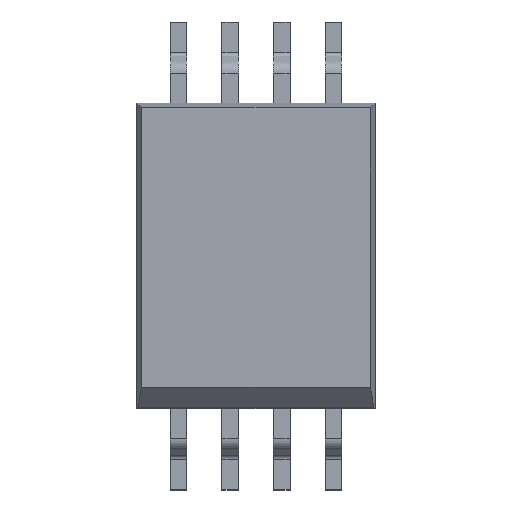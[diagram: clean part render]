
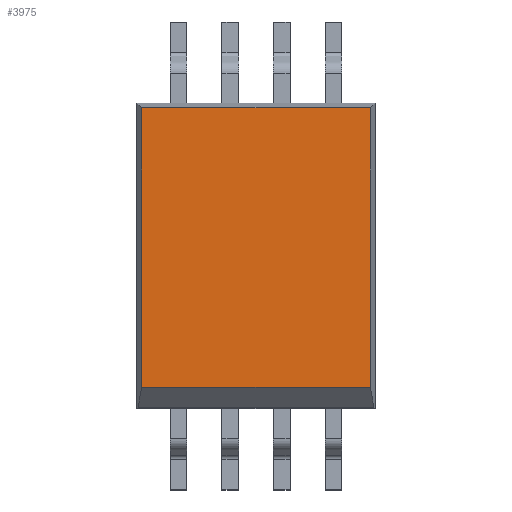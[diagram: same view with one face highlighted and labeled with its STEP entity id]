
A CAD part, top view. The second image highlights one B-rep face of the part: STEP entity #3975.
In plain terms, the highlighted planar face has unit normal (0, 0, 1).
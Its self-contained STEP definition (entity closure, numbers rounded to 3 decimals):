
#3936 = CARTESIAN_POINT ( 'NONE',  ( -2.81, 3.635, 2.8 ) ) ;
#3937 = VERTEX_POINT ( 'NONE', #3936 ) ;
#3938 = CARTESIAN_POINT ( 'NONE',  ( -2.81, -3.235, 2.8 ) ) ;
#3939 = VERTEX_POINT ( 'NONE', #3938 ) ;
#3940 = CARTESIAN_POINT ( 'NONE',  ( -2.81, -3.75, 2.8 ) ) ;
#3941 = DIRECTION ( 'NONE',  ( 0., -1., 0. ) ) ;
#3942 = VECTOR ( 'NONE', #3941, 1000. ) ;
#3943 = LINE ( 'NONE', #3940, #3942 ) ;
#3944 = EDGE_CURVE ( 'NONE', #3937, #3939, #3943, .T. ) ;
#3945 = ORIENTED_EDGE ( 'NONE', *, *, #3944, .T. ) ;
#3946 = CARTESIAN_POINT ( 'NONE',  ( 2.81, -3.235, 2.8 ) ) ;
#3947 = VERTEX_POINT ( 'NONE', #3946 ) ;
#3948 = CARTESIAN_POINT ( 'NONE',  ( 0., -3.235, 2.8 ) ) ;
#3949 = DIRECTION ( 'NONE',  ( 1., 0., 0. ) ) ;
#3950 = VECTOR ( 'NONE', #3949, 1000. ) ;
#3951 = LINE ( 'NONE', #3948, #3950 ) ;
#3952 = EDGE_CURVE ( 'NONE', #3939, #3947, #3951, .T. ) ;
#3953 = ORIENTED_EDGE ( 'NONE', *, *, #3952, .T. ) ;
#3954 = CARTESIAN_POINT ( 'NONE',  ( 2.81, 3.635, 2.8 ) ) ;
#3955 = VERTEX_POINT ( 'NONE', #3954 ) ;
#3956 = CARTESIAN_POINT ( 'NONE',  ( 2.81, 3.75, 2.8 ) ) ;
#3957 = DIRECTION ( 'NONE',  ( 0., 1., 0. ) ) ;
#3958 = VECTOR ( 'NONE', #3957, 1000. ) ;
#3959 = LINE ( 'NONE', #3956, #3958 ) ;
#3960 = EDGE_CURVE ( 'NONE', #3947, #3955, #3959, .T. ) ;
#3961 = ORIENTED_EDGE ( 'NONE', *, *, #3960, .T. ) ;
#3962 = CARTESIAN_POINT ( 'NONE',  ( -2.925, 3.635, 2.8 ) ) ;
#3963 = DIRECTION ( 'NONE',  ( -1., 0., 0. ) ) ;
#3964 = VECTOR ( 'NONE', #3963, 1000. ) ;
#3965 = LINE ( 'NONE', #3962, #3964 ) ;
#3966 = EDGE_CURVE ( 'NONE', #3955, #3937, #3965, .T. ) ;
#3967 = ORIENTED_EDGE ( 'NONE', *, *, #3966, .T. ) ;
#3968 = EDGE_LOOP ( 'NONE', ( #3945, #3953, #3961, #3967 ) ) ;
#3969 = FACE_OUTER_BOUND ( 'NONE', #3968, .T. ) ;
#3970 = CARTESIAN_POINT ( 'NONE',  ( 0., 0., 2.8 ) ) ;
#3971 = DIRECTION ( 'NONE',  ( 0., 0., 1. ) ) ;
#3972 = DIRECTION ( 'NONE',  ( 0., -1., 0. ) ) ;
#3973 = AXIS2_PLACEMENT_3D ( 'NONE', #3970, #3971, #3972 ) ;
#3974 = PLANE ( 'NONE', #3973 ) ;
#3975 = ADVANCED_FACE ( 'NONE', ( #3969 ), #3974, .T. ) ;
